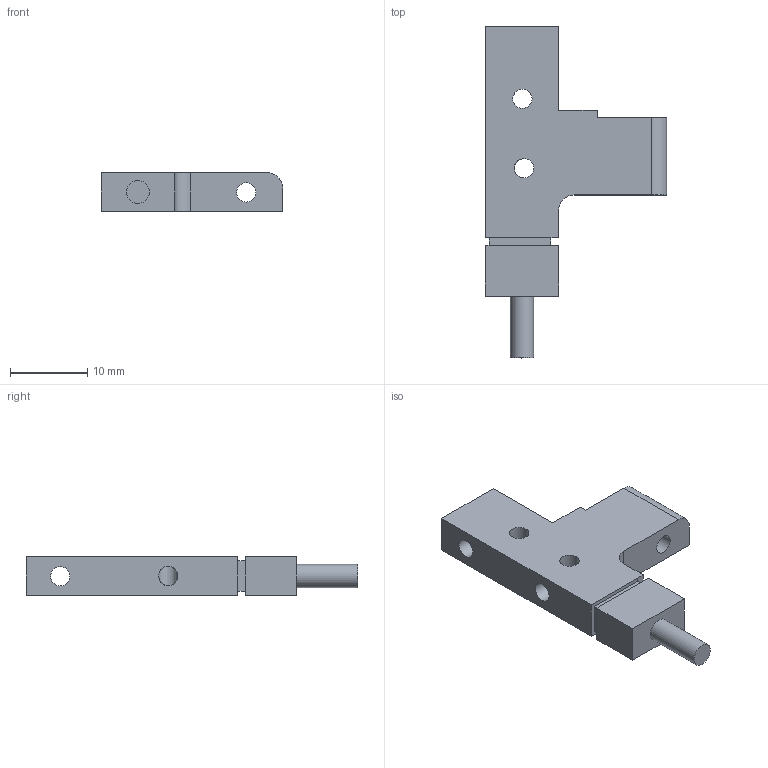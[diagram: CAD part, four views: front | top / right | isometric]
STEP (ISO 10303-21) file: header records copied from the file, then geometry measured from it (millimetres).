
FILE_DESCRIPTION(('HOOPS Exchange Step'),'2;1');
FILE_NAME('temp_export','2020-11-26T10:31:31+01:00',('mobile'),('Shapr3D Limited'),'HOOPS Exchange 2020.2','Shapr3D','Authorized');
FILE_SCHEMA( ('AP203_CONFIGURATION_CONTROLLED_3D_DESIGN_OF_MECHANICAL_PARTS_AND_ASSEMBLIES_MIM_LF') );
Length unit declared in the file: millimetre
Products named in the file (1): E6583B99-2978-4D60-B3E7-F4C18B57B69D.tmp
Bounding box: 23.5 x 43 x 5 mm (x, y, z)
Volume: 2260.2 mm3; surface area: 1842.9 mm2
Topology: 1 solids, 1 shells, 35 faces, 108 edges, 75 vertices
Faces by surface type: plane 27, cylinder 8
Full cylindrical faces by diameter (mm): 2.5 x5, 3 x1
Entity records: 1269 total; most frequent: CARTESIAN_POINT 219, ORIENTED_EDGE 216, DIRECTION 211, EDGE_CURVE 108, VECTOR 77, LINE 77, VERTEX_POINT 75, AXIS2_PLACEMENT_3D 67
